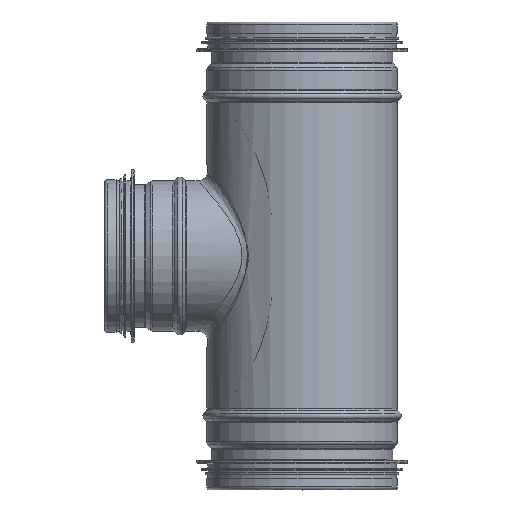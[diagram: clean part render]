
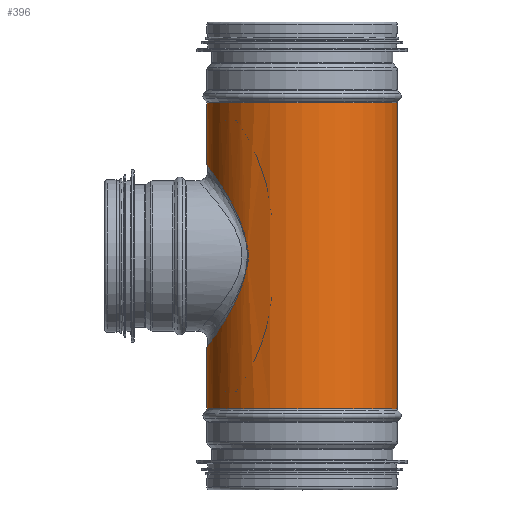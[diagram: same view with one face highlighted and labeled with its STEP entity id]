
A CAD part, top view. The second image highlights one B-rep face of the part: STEP entity #396.
In plain terms, the highlighted cylindrical face has radius 49.525 mm (diameter 99.05 mm), a full revolution.
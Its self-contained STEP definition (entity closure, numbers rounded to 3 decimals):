
#125=CARTESIAN_POINT('',(-28.525,121.,-40.485));
#126=VERTEX_POINT('',#125);
#162=CARTESIAN_POINT('',(-28.525,121.,40.485));
#163=VERTEX_POINT('',#162);
#186=CARTESIAN_POINT('',(-49.525,73.5,0.));
#187=VERTEX_POINT('',#186);
#188=CARTESIAN_POINT('',(-28.525,121.0,40.485));
#189=CARTESIAN_POINT('',(-28.525,118.094,40.485));
#190=CARTESIAN_POINT('',(-28.836,115.135,40.271));
#191=CARTESIAN_POINT('',(-30.026,109.303,39.392));
#192=CARTESIAN_POINT('',(-30.899,106.429,38.728));
#193=CARTESIAN_POINT('',(-32.983,100.915,36.969));
#194=CARTESIAN_POINT('',(-34.192,98.27,35.873));
#195=CARTESIAN_POINT('',(-36.7,93.32,33.302));
#196=CARTESIAN_POINT('',(-37.998,91.016,31.828));
#197=CARTESIAN_POINT('',(-40.513,86.784,28.562));
#198=CARTESIAN_POINT('',(-41.83,84.702,26.632));
#199=CARTESIAN_POINT('',(-44.302,80.934,22.279));
#200=CARTESIAN_POINT('',(-45.456,79.246,19.856));
#201=CARTESIAN_POINT('',(-47.395,76.462,14.634));
#202=CARTESIAN_POINT('',(-48.182,75.361,11.829));
#203=CARTESIAN_POINT('',(-49.247,73.88,6.013));
#204=CARTESIAN_POINT('',(-49.525,73.5,3.002));
#205=CARTESIAN_POINT('',(-49.525,73.5,0.));
#206=B_SPLINE_CURVE_WITH_KNOTS('',3,(#188,#189,#190,#191,#192,#193,#194,#195,#196,#197,#198,#199,#200,#201,#202,#203,#204,#205),.UNSPECIFIED.,.F.,.U.,(4,2,2,2,2,2,2,2,4),(0.0,0.872,1.744,2.616,3.488,4.388,5.289,6.189,7.089),.UNSPECIFIED.);
#207=EDGE_CURVE('',#163,#187,#206,.T.);
#248=CARTESIAN_POINT('',(-49.525,73.5,0.));
#249=CARTESIAN_POINT('',(-49.525,73.5,-3.002));
#250=CARTESIAN_POINT('',(-49.247,73.88,-6.013));
#251=CARTESIAN_POINT('',(-48.182,75.361,-11.829));
#252=CARTESIAN_POINT('',(-47.395,76.462,-14.634));
#253=CARTESIAN_POINT('',(-45.456,79.246,-19.856));
#254=CARTESIAN_POINT('',(-44.302,80.934,-22.279));
#255=CARTESIAN_POINT('',(-41.83,84.702,-26.632));
#256=CARTESIAN_POINT('',(-40.513,86.784,-28.562));
#257=CARTESIAN_POINT('',(-37.998,91.016,-31.828));
#258=CARTESIAN_POINT('',(-36.7,93.32,-33.302));
#259=CARTESIAN_POINT('',(-34.192,98.27,-35.873));
#260=CARTESIAN_POINT('',(-32.983,100.915,-36.969));
#261=CARTESIAN_POINT('',(-30.899,106.429,-38.728));
#262=CARTESIAN_POINT('',(-30.026,109.303,-39.392));
#263=CARTESIAN_POINT('',(-28.836,115.135,-40.271));
#264=CARTESIAN_POINT('',(-28.525,118.094,-40.485));
#265=CARTESIAN_POINT('',(-28.525,121.0,-40.485));
#266=B_SPLINE_CURVE_WITH_KNOTS('',3,(#248,#249,#250,#251,#252,#253,#254,#255,#256,#257,#258,#259,#260,#261,#262,#263,#264,#265),.UNSPECIFIED.,.F.,.U.,(4,2,2,2,2,2,2,2,4),(7.089,7.99,8.89,9.791,10.691,11.563,12.435,13.307,14.179),.UNSPECIFIED.);
#267=EDGE_CURVE('',#187,#126,#266,.T.);
#277=CARTESIAN_POINT('',(-49.525,168.5,0.0));
#278=VERTEX_POINT('',#277);
#279=CARTESIAN_POINT('',(-49.525,168.5,0.));
#280=CARTESIAN_POINT('',(-49.525,168.5,3.002));
#281=CARTESIAN_POINT('',(-49.247,168.12,6.013));
#282=CARTESIAN_POINT('',(-48.182,166.639,11.829));
#283=CARTESIAN_POINT('',(-47.395,165.538,14.634));
#284=CARTESIAN_POINT('',(-45.456,162.754,19.856));
#285=CARTESIAN_POINT('',(-44.302,161.066,22.279));
#286=CARTESIAN_POINT('',(-41.83,157.298,26.632));
#287=CARTESIAN_POINT('',(-40.513,155.216,28.562));
#288=CARTESIAN_POINT('',(-37.998,150.984,31.828));
#289=CARTESIAN_POINT('',(-36.7,148.68,33.302));
#290=CARTESIAN_POINT('',(-34.192,143.73,35.873));
#291=CARTESIAN_POINT('',(-32.983,141.085,36.969));
#292=CARTESIAN_POINT('',(-30.899,135.571,38.728));
#293=CARTESIAN_POINT('',(-30.026,132.697,39.392));
#294=CARTESIAN_POINT('',(-28.836,126.865,40.271));
#295=CARTESIAN_POINT('',(-28.525,123.906,40.485));
#296=CARTESIAN_POINT('',(-28.525,121.0,40.485));
#297=B_SPLINE_CURVE_WITH_KNOTS('',3,(#279,#280,#281,#282,#283,#284,#285,#286,#287,#288,#289,#290,#291,#292,#293,#294,#295,#296),.UNSPECIFIED.,.F.,.U.,(4,2,2,2,2,2,2,2,4),(21.268,22.169,23.069,23.97,24.87,25.742,26.614,27.486,28.358),.UNSPECIFIED.);
#298=EDGE_CURVE('',#278,#163,#297,.T.);
#300=CARTESIAN_POINT('',(-28.525,121.,-40.485));
#301=CARTESIAN_POINT('',(-28.525,123.906,-40.485));
#302=CARTESIAN_POINT('',(-28.836,126.865,-40.271));
#303=CARTESIAN_POINT('',(-30.026,132.697,-39.392));
#304=CARTESIAN_POINT('',(-30.899,135.571,-38.728));
#305=CARTESIAN_POINT('',(-32.983,141.085,-36.969));
#306=CARTESIAN_POINT('',(-34.192,143.73,-35.873));
#307=CARTESIAN_POINT('',(-36.7,148.68,-33.302));
#308=CARTESIAN_POINT('',(-37.998,150.984,-31.828));
#309=CARTESIAN_POINT('',(-40.513,155.216,-28.562));
#310=CARTESIAN_POINT('',(-41.83,157.298,-26.632));
#311=CARTESIAN_POINT('',(-44.302,161.066,-22.279));
#312=CARTESIAN_POINT('',(-45.456,162.754,-19.856));
#313=CARTESIAN_POINT('',(-47.395,165.538,-14.634));
#314=CARTESIAN_POINT('',(-48.182,166.639,-11.829));
#315=CARTESIAN_POINT('',(-49.247,168.12,-6.013));
#316=CARTESIAN_POINT('',(-49.525,168.5,-3.002));
#317=CARTESIAN_POINT('',(-49.525,168.5,0.));
#318=B_SPLINE_CURVE_WITH_KNOTS('',3,(#300,#301,#302,#303,#304,#305,#306,#307,#308,#309,#310,#311,#312,#313,#314,#315,#316,#317),.UNSPECIFIED.,.F.,.U.,(4,2,2,2,2,2,2,2,4),(14.179,15.051,15.923,16.795,17.667,18.567,19.468,20.368,21.268),.UNSPECIFIED.);
#319=EDGE_CURVE('',#126,#278,#318,.T.);
#363=CARTESIAN_POINT('',(0.0,81.25,0.0));
#364=DIRECTION('',(0.0,-1.0,0.0));
#365=DIRECTION('',(1.0,0.0,0.0));
#366=AXIS2_PLACEMENT_3D('',#363,#364,#365);
#367=CYLINDRICAL_SURFACE('',#366,49.525);
#368=CARTESIAN_POINT('',(49.525,200.5,0.0));
#369=VERTEX_POINT('',#368);
#370=CARTESIAN_POINT('',(0.0,200.5,0.0));
#371=DIRECTION('',(0.0,-1.0,0.0));
#372=DIRECTION('',(1.0,0.0,0.0));
#373=AXIS2_PLACEMENT_3D('',#370,#371,#372);
#374=CIRCLE('',#373,49.525);
#375=EDGE_CURVE('',#369,#369,#374,.T.);
#376=ORIENTED_EDGE('',*,*,#375,.T.);
#377=EDGE_LOOP('',(#376));
#378=FACE_OUTER_BOUND('',#377,.T.);
#379=ORIENTED_EDGE('',*,*,#267,.T.);
#380=ORIENTED_EDGE('',*,*,#319,.T.);
#381=ORIENTED_EDGE('',*,*,#298,.T.);
#382=ORIENTED_EDGE('',*,*,#207,.T.);
#383=EDGE_LOOP('',(#379,#380,#381,#382));
#384=FACE_BOUND('',#383,.T.);
#385=CARTESIAN_POINT('',(49.525,41.5,0.0));
#386=VERTEX_POINT('',#385);
#387=CARTESIAN_POINT('',(0.0,41.5,0.0));
#388=DIRECTION('',(0.0,-1.0,0.0));
#389=DIRECTION('',(1.0,0.0,0.0));
#390=AXIS2_PLACEMENT_3D('',#387,#388,#389);
#391=CIRCLE('',#390,49.525);
#392=EDGE_CURVE('',#386,#386,#391,.T.);
#393=ORIENTED_EDGE('',*,*,#392,.F.);
#394=EDGE_LOOP('',(#393));
#395=FACE_BOUND('',#394,.T.);
#396=ADVANCED_FACE('',(#378,#384,#395),#367,.T.);
